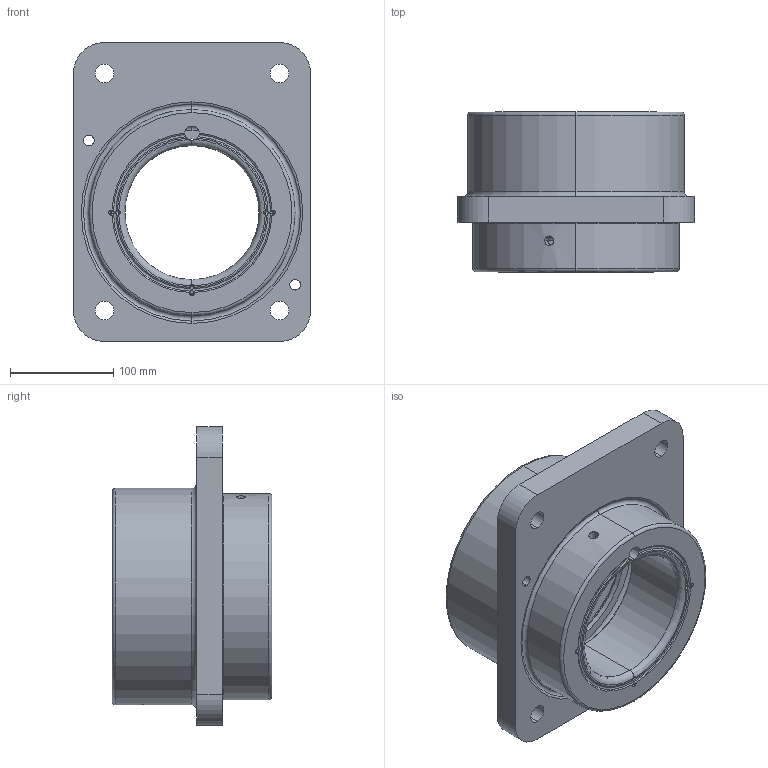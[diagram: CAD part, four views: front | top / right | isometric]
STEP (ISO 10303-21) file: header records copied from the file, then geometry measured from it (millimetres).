
FILE_DESCRIPTION (( 'STEP AP214' ), '1' );
FILE_NAME ('342CC4S02_曲軸合銅座.STEP', '2023-11-02T08:51:45', ( '' ), ( '' ), 'SwSTEP 2.0', 'SolidWorks 2020', '' );
FILE_SCHEMA (( 'AUTOMOTIVE_DESIGN' ));
Length unit declared in the file: millimetre
Products named in the file (1): 342CC4S02_曲軸合銅座
Bounding box: 230 x 155 x 290 mm (x, y, z)
Volume: 3316728.7 mm3; surface area: 317430.9 mm2
Topology: 1 solids, 1 shells, 182 faces, 439 edges, 253 vertices
Faces by surface type: cylinder 76, cone 42, torus 38, plane 20, sphere 6
Entity records: 5890 total; most frequent: CARTESIAN_POINT 1337, DIRECTION 966, ORIENTED_EDGE 842, EDGE_CURVE 421, AXIS2_PLACEMENT_3D 410, VERTEX_POINT 253, CIRCLE 227, EDGE_LOOP 214
